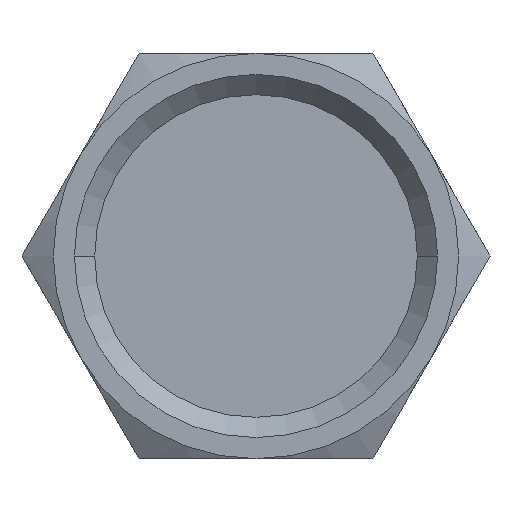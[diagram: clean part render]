
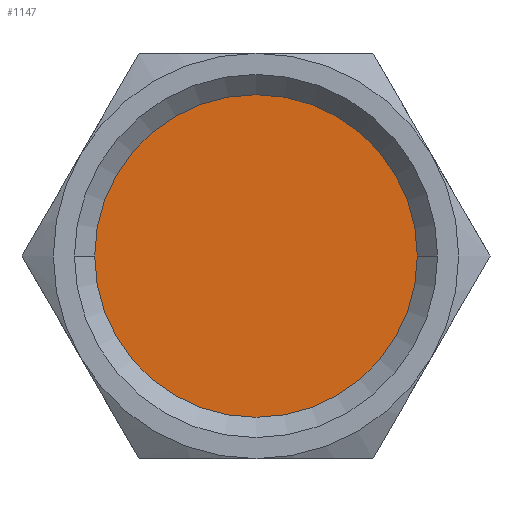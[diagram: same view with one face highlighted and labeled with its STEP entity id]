
A CAD part, front view. The second image highlights one B-rep face of the part: STEP entity #1147.
In plain terms, the highlighted planar face has unit normal (0, -1, 0).
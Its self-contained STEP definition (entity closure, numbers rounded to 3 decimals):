
#305 = VERTEX_POINT ( 'NONE', #16814 ) ;
#312 = VERTEX_POINT ( 'NONE', #16821 ) ;
#568 = EDGE_CURVE ( 'NONE', #305, #312, #10093, .T. ) ;
#771 = EDGE_CURVE ( 'NONE', #312, #305, #10307, .T. ) ;
#1083 = ORIENTED_EDGE ( 'NONE', *, *, #568, .F. ) ;
#1084 = ORIENTED_EDGE ( 'NONE', *, *, #771, .F. ) ;
#1147 = ADVANCED_FACE ( 'NONE', ( #20992 ), #20348, .T. ) ;
#2855 = AXIS2_PLACEMENT_3D ( 'NONE', #18448, #18449, #18450 ) ;
#10093 = CIRCLE ( 'NONE', #2855, 9.55 ) ;
#10307 = CIRCLE ( 'NONE', #17437, 9.55 ) ;
#16814 = CARTESIAN_POINT ( 'NONE',  ( 9.55, 1.907, 0. ) ) ;
#16821 = CARTESIAN_POINT ( 'NONE',  ( -9.55, 1.907, 0. ) ) ;
#17437 = AXIS2_PLACEMENT_3D ( 'NONE', #19452, #19453, #19454 ) ;
#18448 = CARTESIAN_POINT ( 'NONE',  ( 0., 1.907, 0. ) ) ;
#18449 = DIRECTION ( 'NONE',  ( 0., 1., 0. ) ) ;
#18450 = DIRECTION ( 'NONE',  ( 1., 0., 0. ) ) ;
#19452 = CARTESIAN_POINT ( 'NONE',  ( 0., 1.907, 0. ) ) ;
#19453 = DIRECTION ( 'NONE',  ( 0., 1., 0. ) ) ;
#19454 = DIRECTION ( 'NONE',  ( 1., 0., 0. ) ) ;
#20348 = PLANE ( 'NONE',  #21015 ) ;
#20356 = CARTESIAN_POINT ( 'NONE',  ( 0., 1.907, 0. ) ) ;
#20357 = DIRECTION ( 'NONE',  ( 0., -1., 0. ) ) ;
#20358 = DIRECTION ( 'NONE',  ( 1., 0., 0. ) ) ;
#20992 = FACE_OUTER_BOUND ( 'NONE', #21075, .T. ) ;
#21015 = AXIS2_PLACEMENT_3D ( 'NONE', #20356, #20357, #20358 ) ;
#21075 = EDGE_LOOP ( 'NONE', ( #1083, #1084 ) ) ;
